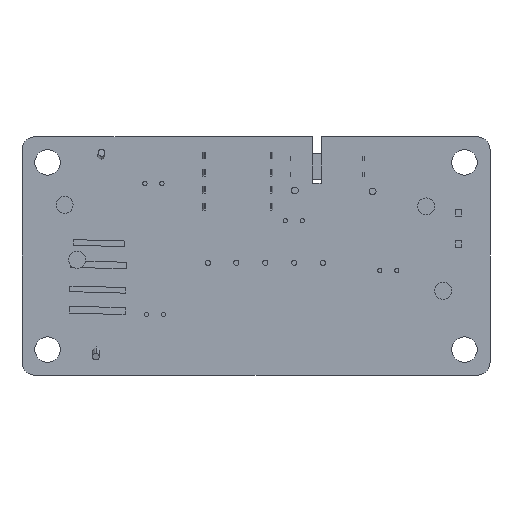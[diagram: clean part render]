
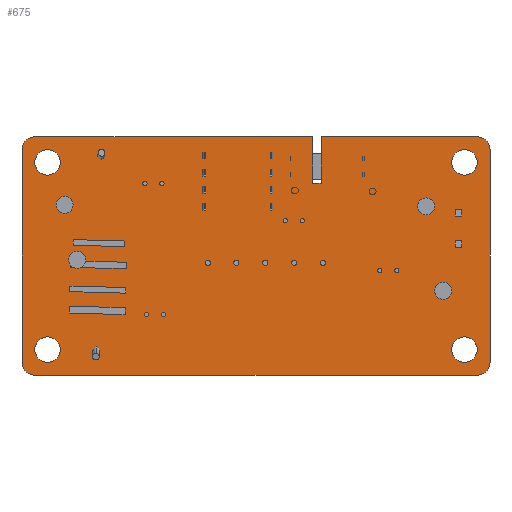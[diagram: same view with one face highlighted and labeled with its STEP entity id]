
A CAD part, front view. The second image highlights one B-rep face of the part: STEP entity #675.
In plain terms, the highlighted planar face has unit normal (0, -1, 0).
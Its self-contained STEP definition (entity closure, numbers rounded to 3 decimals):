
#95=CARTESIAN_POINT('',(24.5,0.,-11.));
#96=DIRECTION('',(0.,-1.,0.));
#97=DIRECTION('',(1.,0.,0.));
#98=AXIS2_PLACEMENT_3D('',#95,#96,#97);
#104=CARTESIAN_POINT('',(24.5,0.,-11.));
#105=DIRECTION('',(0.,-1.,0.));
#106=DIRECTION('',(-1.,0.,0.));
#107=AXIS2_PLACEMENT_3D('',#104,#105,#106);
#112=CARTESIAN_POINT('',(24.5,0.,11.));
#113=DIRECTION('',(0.,-1.,0.));
#114=DIRECTION('',(1.,0.,0.));
#115=AXIS2_PLACEMENT_3D('',#112,#113,#114);
#120=CARTESIAN_POINT('',(24.5,0.,11.));
#121=DIRECTION('',(0.,-1.,0.));
#122=DIRECTION('',(-1.,0.,0.));
#123=AXIS2_PLACEMENT_3D('',#120,#121,#122);
#128=CARTESIAN_POINT('',(-24.5,0.,-11.));
#129=DIRECTION('',(0.,-1.,0.));
#130=DIRECTION('',(1.,0.,0.));
#131=AXIS2_PLACEMENT_3D('',#128,#129,#130);
#136=CARTESIAN_POINT('',(-24.5,0.,-11.));
#137=DIRECTION('',(0.,-1.,0.));
#138=DIRECTION('',(-1.,0.,0.));
#139=AXIS2_PLACEMENT_3D('',#136,#137,#138);
#144=CARTESIAN_POINT('',(-24.5,0.,11.));
#145=DIRECTION('',(0.,-1.,0.));
#146=DIRECTION('',(1.,0.,0.));
#147=AXIS2_PLACEMENT_3D('',#144,#145,#146);
#152=CARTESIAN_POINT('',(-24.5,0.,11.));
#153=DIRECTION('',(0.,-1.,0.));
#154=DIRECTION('',(-1.,0.,0.));
#155=AXIS2_PLACEMENT_3D('',#152,#153,#154);
#160=DIRECTION('',(0.,0.,-1.));
#161=VECTOR('',#160,5.43);
#162=CARTESIAN_POINT('',(6.65,0.,14.));
#163=LINE('',#162,#161);
#167=DIRECTION('',(-1.,0.,0.));
#168=VECTOR('',#167,1.);
#169=CARTESIAN_POINT('',(7.65,0.,8.57));
#170=LINE('',#169,#168);
#174=DIRECTION('',(0.,0.,-1.));
#175=VECTOR('',#174,5.43);
#176=CARTESIAN_POINT('',(7.65,0.,14.));
#177=LINE('',#176,#175);
#181=DIRECTION('',(1.,0.,0.));
#182=VECTOR('',#181,18.35);
#183=CARTESIAN_POINT('',(7.65,0.,14.));
#184=LINE('',#183,#182);
#188=CARTESIAN_POINT('',(26.,0.,12.5));
#189=DIRECTION('',(0.,-1.,0.));
#190=DIRECTION('',(1.,0.,0.));
#191=AXIS2_PLACEMENT_3D('',#188,#189,#190);
#196=DIRECTION('',(0.,0.,-1.));
#197=VECTOR('',#196,25.);
#198=CARTESIAN_POINT('',(27.5,0.,12.5));
#199=LINE('',#198,#197);
#203=CARTESIAN_POINT('',(26.,0.,-12.5));
#204=DIRECTION('',(0.,-1.,0.));
#205=DIRECTION('',(0.,0.,-1.));
#206=AXIS2_PLACEMENT_3D('',#203,#204,#205);
#211=DIRECTION('',(-1.,0.,0.));
#212=VECTOR('',#211,52.);
#213=CARTESIAN_POINT('',(26.,0.,-14.));
#214=LINE('',#213,#212);
#218=CARTESIAN_POINT('',(-26.,0.,-12.5));
#219=DIRECTION('',(0.,-1.,0.));
#220=DIRECTION('',(-1.,0.,0.));
#221=AXIS2_PLACEMENT_3D('',#218,#219,#220);
#226=DIRECTION('',(0.,0.,1.));
#227=VECTOR('',#226,25.);
#228=CARTESIAN_POINT('',(-27.5,0.,-12.5));
#229=LINE('',#228,#227);
#233=CARTESIAN_POINT('',(-26.,0.,12.5));
#234=DIRECTION('',(0.,-1.,0.));
#235=DIRECTION('',(0.,0.,1.));
#236=AXIS2_PLACEMENT_3D('',#233,#234,#235);
#241=DIRECTION('',(1.,0.,0.));
#242=VECTOR('',#241,32.65);
#243=CARTESIAN_POINT('',(-26.,0.,14.));
#244=LINE('',#243,#242);
#540=CARTESIAN_POINT('',(26.,0.,-11.));
#541=CARTESIAN_POINT('',(23.,0.,-11.));
#542=VERTEX_POINT('',#540);
#543=VERTEX_POINT('',#541);
#544=CARTESIAN_POINT('',(26.,0.,11.));
#545=CARTESIAN_POINT('',(23.,0.,11.));
#546=VERTEX_POINT('',#544);
#547=VERTEX_POINT('',#545);
#548=CARTESIAN_POINT('',(-23.,0.,-11.));
#549=CARTESIAN_POINT('',(-26.,0.,-11.));
#550=VERTEX_POINT('',#548);
#551=VERTEX_POINT('',#549);
#552=CARTESIAN_POINT('',(-23.,0.,11.));
#553=CARTESIAN_POINT('',(-26.,0.,11.));
#554=VERTEX_POINT('',#552);
#555=VERTEX_POINT('',#553);
#572=CARTESIAN_POINT('',(-27.5,0.,-12.5));
#573=CARTESIAN_POINT('',(-26.,0.,-14.));
#574=VERTEX_POINT('',#572);
#575=VERTEX_POINT('',#573);
#580=CARTESIAN_POINT('',(-26.,0.,14.));
#581=CARTESIAN_POINT('',(-27.5,0.,12.5));
#582=VERTEX_POINT('',#580);
#583=VERTEX_POINT('',#581);
#588=CARTESIAN_POINT('',(27.5,0.,12.5));
#589=CARTESIAN_POINT('',(26.,0.,14.));
#590=VERTEX_POINT('',#588);
#591=VERTEX_POINT('',#589);
#596=CARTESIAN_POINT('',(26.,0.,-14.));
#597=CARTESIAN_POINT('',(27.5,0.,-12.5));
#598=VERTEX_POINT('',#596);
#599=VERTEX_POINT('',#597);
#604=CARTESIAN_POINT('',(6.65,0.,14.));
#605=CARTESIAN_POINT('',(6.65,0.,8.57));
#606=VERTEX_POINT('',#604);
#607=VERTEX_POINT('',#605);
#608=CARTESIAN_POINT('',(7.65,0.,14.));
#609=CARTESIAN_POINT('',(7.65,0.,8.57));
#610=VERTEX_POINT('',#608);
#611=VERTEX_POINT('',#609);
#620=CARTESIAN_POINT('',(0.,0.,0.));
#621=DIRECTION('',(0.,1.,0.));
#622=DIRECTION('',(1.,0.,0.));
#623=AXIS2_PLACEMENT_3D('',#620,#621,#622);
#624=PLANE('',#623);
#626=ORIENTED_EDGE('',*,*,#625,.T.);
#628=ORIENTED_EDGE('',*,*,#627,.F.);
#630=ORIENTED_EDGE('',*,*,#629,.F.);
#632=ORIENTED_EDGE('',*,*,#631,.T.);
#634=ORIENTED_EDGE('',*,*,#633,.F.);
#636=ORIENTED_EDGE('',*,*,#635,.T.);
#638=ORIENTED_EDGE('',*,*,#637,.F.);
#640=ORIENTED_EDGE('',*,*,#639,.T.);
#642=ORIENTED_EDGE('',*,*,#641,.F.);
#644=ORIENTED_EDGE('',*,*,#643,.T.);
#646=ORIENTED_EDGE('',*,*,#645,.F.);
#648=ORIENTED_EDGE('',*,*,#647,.T.);
#649=EDGE_LOOP('',(#626,#628,#630,#632,#634,#636,#638,#640,#642,#644,#646,
#648));
#650=FACE_OUTER_BOUND('',#649,.F.);
#652=ORIENTED_EDGE('',*,*,#651,.T.);
#654=ORIENTED_EDGE('',*,*,#653,.T.);
#655=EDGE_LOOP('',(#652,#654));
#656=FACE_BOUND('',#655,.F.);
#658=ORIENTED_EDGE('',*,*,#657,.T.);
#660=ORIENTED_EDGE('',*,*,#659,.T.);
#661=EDGE_LOOP('',(#658,#660));
#662=FACE_BOUND('',#661,.F.);
#664=ORIENTED_EDGE('',*,*,#663,.T.);
#666=ORIENTED_EDGE('',*,*,#665,.T.);
#667=EDGE_LOOP('',(#664,#666));
#668=FACE_BOUND('',#667,.F.);
#670=ORIENTED_EDGE('',*,*,#669,.T.);
#672=ORIENTED_EDGE('',*,*,#671,.T.);
#673=EDGE_LOOP('',(#670,#672));
#674=FACE_BOUND('',#673,.F.);
#99=CIRCLE('',#98,1.5);
#108=CIRCLE('',#107,1.5);
#116=CIRCLE('',#115,1.5);
#124=CIRCLE('',#123,1.5);
#132=CIRCLE('',#131,1.5);
#140=CIRCLE('',#139,1.5);
#148=CIRCLE('',#147,1.5);
#156=CIRCLE('',#155,1.5);
#192=CIRCLE('',#191,1.5);
#207=CIRCLE('',#206,1.5);
#222=CIRCLE('',#221,1.5);
#237=CIRCLE('',#236,1.5);
#625=EDGE_CURVE('',#606,#607,#163,.T.);
#627=EDGE_CURVE('',#611,#607,#170,.T.);
#629=EDGE_CURVE('',#610,#611,#177,.T.);
#631=EDGE_CURVE('',#610,#591,#184,.T.);
#633=EDGE_CURVE('',#590,#591,#192,.T.);
#635=EDGE_CURVE('',#590,#599,#199,.T.);
#637=EDGE_CURVE('',#598,#599,#207,.T.);
#639=EDGE_CURVE('',#598,#575,#214,.T.);
#641=EDGE_CURVE('',#574,#575,#222,.T.);
#643=EDGE_CURVE('',#574,#583,#229,.T.);
#645=EDGE_CURVE('',#582,#583,#237,.T.);
#647=EDGE_CURVE('',#582,#606,#244,.T.);
#651=EDGE_CURVE('',#546,#547,#116,.T.);
#653=EDGE_CURVE('',#547,#546,#124,.T.);
#657=EDGE_CURVE('',#550,#551,#132,.T.);
#659=EDGE_CURVE('',#551,#550,#140,.T.);
#663=EDGE_CURVE('',#554,#555,#148,.T.);
#665=EDGE_CURVE('',#555,#554,#156,.T.);
#669=EDGE_CURVE('',#542,#543,#99,.T.);
#671=EDGE_CURVE('',#543,#542,#108,.T.);
#675=ADVANCED_FACE('',(#650,#656,#662,#668,#674),#624,.F.);
